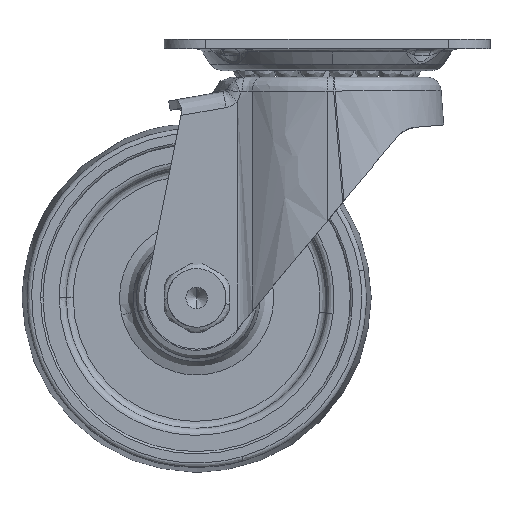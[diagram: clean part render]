
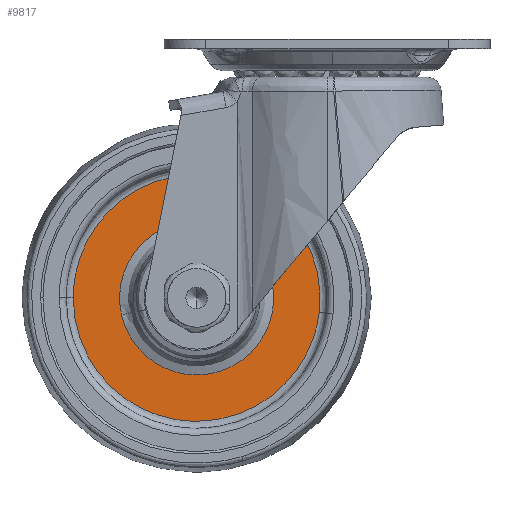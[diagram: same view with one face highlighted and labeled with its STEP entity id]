
A CAD part, front view. The second image highlights one B-rep face of the part: STEP entity #9817.
In plain terms, the highlighted free-form (B-spline) face has degree [1, 1] with [2, 2] control points.
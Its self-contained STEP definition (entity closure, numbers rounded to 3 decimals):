
#7724=CARTESIAN_POINT('',(-44.118,-8.5,-59.209));
#7725=VERTEX_POINT('',#7724);
#7739=CARTESIAN_POINT('',(-28.0,-8.5,-72.04));
#7740=VERTEX_POINT('',#7739);
#7741=CARTESIAN_POINT('',(-44.118,-8.5,-59.209));
#7742=CARTESIAN_POINT('',(-41.166,-8.5,-72.04));
#7743=CARTESIAN_POINT('',(-28.0,-8.5,-72.04));
#7751=(BOUNDED_CURVE()B_SPLINE_CURVE(2,(#7741,#7742,#7743),.UNSPECIFIED.,.F.,.U.)B_SPLINE_CURVE_WITH_KNOTS((3,3),(0.788,1.0),.UNSPECIFIED.)CURVE()GEOMETRIC_REPRESENTATION_ITEM()RATIONAL_B_SPLINE_CURVE((0.924,0.752,1.0))REPRESENTATION_ITEM(''));
#7752=EDGE_CURVE('',#7725,#7740,#7751,.T.);
#7754=CARTESIAN_POINT('',(-11.882,-8.5,-51.791));
#7755=VERTEX_POINT('',#7754);
#7756=CARTESIAN_POINT('',(-28.0,-8.5,-72.04));
#7757=CARTESIAN_POINT('',(-11.46,-8.5,-72.04));
#7758=CARTESIAN_POINT('',(-11.46,-8.5,-55.5));
#7759=CARTESIAN_POINT('',(-11.46,-8.5,-53.621));
#7760=CARTESIAN_POINT('',(-11.882,-8.5,-51.791));
#7768=(BOUNDED_CURVE()B_SPLINE_CURVE(2,(#7756,#7757,#7758,#7759,#7760),.UNSPECIFIED.,.F.,.U.)B_SPLINE_CURVE_WITH_KNOTS((3,2,3),(0.0,0.25,0.288),.UNSPECIFIED.)CURVE()GEOMETRIC_REPRESENTATION_ITEM()RATIONAL_B_SPLINE_CURVE((1.0,0.707,1.0,0.955,0.924))REPRESENTATION_ITEM(''));
#7769=EDGE_CURVE('',#7740,#7755,#7768,.T.);
#7815=CARTESIAN_POINT('',(-28.0,-8.5,-38.961));
#7816=VERTEX_POINT('',#7815);
#7817=CARTESIAN_POINT('',(-11.882,-8.5,-51.791));
#7818=CARTESIAN_POINT('',(-14.834,-8.5,-38.961));
#7819=CARTESIAN_POINT('',(-28.0,-8.5,-38.961));
#7827=(BOUNDED_CURVE()B_SPLINE_CURVE(2,(#7817,#7818,#7819),.UNSPECIFIED.,.F.,.U.)B_SPLINE_CURVE_WITH_KNOTS((3,3),(0.288,0.5),.UNSPECIFIED.)CURVE()GEOMETRIC_REPRESENTATION_ITEM()RATIONAL_B_SPLINE_CURVE((0.924,0.752,1.0))REPRESENTATION_ITEM(''));
#7828=EDGE_CURVE('',#7755,#7816,#7827,.T.);
#7830=CARTESIAN_POINT('',(-28.0,-8.5,-38.961));
#7831=CARTESIAN_POINT('',(-44.54,-8.5,-38.961));
#7832=CARTESIAN_POINT('',(-44.54,-8.5,-55.5));
#7833=CARTESIAN_POINT('',(-44.54,-8.5,-57.379));
#7834=CARTESIAN_POINT('',(-44.118,-8.5,-59.209));
#7842=(BOUNDED_CURVE()B_SPLINE_CURVE(2,(#7830,#7831,#7832,#7833,#7834),.UNSPECIFIED.,.F.,.U.)B_SPLINE_CURVE_WITH_KNOTS((3,2,3),(0.5,0.75,0.788),.UNSPECIFIED.)CURVE()GEOMETRIC_REPRESENTATION_ITEM()RATIONAL_B_SPLINE_CURVE((1.0,0.707,1.0,0.955,0.924))REPRESENTATION_ITEM(''));
#7843=EDGE_CURVE('',#7816,#7725,#7842,.T.);
#7879=CARTESIAN_POINT('',(-1.677,-8.5,-58.56));
#7880=VERTEX_POINT('',#7879);
#7881=CARTESIAN_POINT('',(-28.0,-8.5,-29.));
#7882=VERTEX_POINT('',#7881);
#7883=CARTESIAN_POINT('',(-1.677,-8.5,-58.56));
#7884=CARTESIAN_POINT('',(-1.5,-8.5,-57.035));
#7885=CARTESIAN_POINT('',(-1.5,-8.5,-55.5));
#7886=CARTESIAN_POINT('',(-1.5,-8.5,-29.));
#7887=CARTESIAN_POINT('',(-28.0,-8.5,-29.));
#7895=(BOUNDED_CURVE()B_SPLINE_CURVE(2,(#7883,#7884,#7885,#7886,#7887),.UNSPECIFIED.,.F.,.U.)B_SPLINE_CURVE_WITH_KNOTS((3,2,3),(0.23,0.25,0.5),.UNSPECIFIED.)CURVE()GEOMETRIC_REPRESENTATION_ITEM()RATIONAL_B_SPLINE_CURVE((0.957,0.977,1.0,0.707,1.0))REPRESENTATION_ITEM(''));
#7896=EDGE_CURVE('',#7880,#7882,#7895,.T.);
#7915=CARTESIAN_POINT('',(-54.5,-8.5,-55.5));
#7916=VERTEX_POINT('',#7915);
#7930=CARTESIAN_POINT('',(-28.0,-8.5,-29.));
#7931=CARTESIAN_POINT('',(-54.5,-8.5,-29.));
#7932=CARTESIAN_POINT('',(-54.5,-8.5,-55.5));
#7940=(BOUNDED_CURVE()B_SPLINE_CURVE(2,(#7930,#7931,#7932),.UNSPECIFIED.,.F.,.U.)B_SPLINE_CURVE_WITH_KNOTS((3,3),(0.5,0.75),.UNSPECIFIED.)CURVE()GEOMETRIC_REPRESENTATION_ITEM()RATIONAL_B_SPLINE_CURVE((1.0,0.707,1.))REPRESENTATION_ITEM(''));
#7941=EDGE_CURVE('',#7882,#7916,#7940,.T.);
#7969=CARTESIAN_POINT('',(-28.0,-8.5,-82.));
#7970=VERTEX_POINT('',#7969);
#7971=CARTESIAN_POINT('',(-28.0,-8.5,-82.));
#7972=CARTESIAN_POINT('',(-4.402,-8.5,-82.));
#7973=CARTESIAN_POINT('',(-1.677,-8.5,-58.56));
#7981=(BOUNDED_CURVE()B_SPLINE_CURVE(2,(#7971,#7972,#7973),.UNSPECIFIED.,.F.,.U.)B_SPLINE_CURVE_WITH_KNOTS((3,3),(0.0,0.23),.UNSPECIFIED.)CURVE()GEOMETRIC_REPRESENTATION_ITEM()RATIONAL_B_SPLINE_CURVE((1.0,0.731,0.957))REPRESENTATION_ITEM(''));
#7982=EDGE_CURVE('',#7970,#7880,#7981,.T.);
#7984=CARTESIAN_POINT('',(-54.5,-8.5,-55.5));
#7985=CARTESIAN_POINT('',(-54.5,-8.5,-82.));
#7986=CARTESIAN_POINT('',(-28.0,-8.5,-82.));
#7994=(BOUNDED_CURVE()B_SPLINE_CURVE(2,(#7984,#7985,#7986),.UNSPECIFIED.,.F.,.U.)B_SPLINE_CURVE_WITH_KNOTS((3,3),(0.75,1.0),.UNSPECIFIED.)CURVE()GEOMETRIC_REPRESENTATION_ITEM()RATIONAL_B_SPLINE_CURVE((1.0,0.707,1.0))REPRESENTATION_ITEM(''));
#7995=EDGE_CURVE('',#7916,#7970,#7994,.T.);
#9800=CARTESIAN_POINT('',(-57.147,-8.5,-84.647));
#9801=CARTESIAN_POINT('',(-57.147,-8.5,-26.353));
#9802=CARTESIAN_POINT('',(1.147,-8.5,-84.647));
#9803=CARTESIAN_POINT('',(1.147,-8.5,-26.353));
#9804=B_SPLINE_SURFACE_WITH_KNOTS('',1,1,((#9800,#9802),(#9801,#9803)),.UNSPECIFIED.,.F.,.F.,.U.,(2,2),(2,2),(0.0,58.295),(0.0,58.295),.UNSPECIFIED.);
#9805=ORIENTED_EDGE('',*,*,#7982,.T.);
#9806=ORIENTED_EDGE('',*,*,#7896,.T.);
#9807=ORIENTED_EDGE('',*,*,#7941,.T.);
#9808=ORIENTED_EDGE('',*,*,#7995,.T.);
#9809=EDGE_LOOP('',(#9805,#9806,#9807,#9808));
#9810=FACE_OUTER_BOUND('',#9809,.T.);
#9811=ORIENTED_EDGE('',*,*,#7769,.F.);
#9812=ORIENTED_EDGE('',*,*,#7752,.F.);
#9813=ORIENTED_EDGE('',*,*,#7843,.F.);
#9814=ORIENTED_EDGE('',*,*,#7828,.F.);
#9815=EDGE_LOOP('',(#9811,#9812,#9813,#9814));
#9816=FACE_BOUND('',#9815,.T.);
#9817=ADVANCED_FACE('',(#9810,#9816),#9804,.F.);
